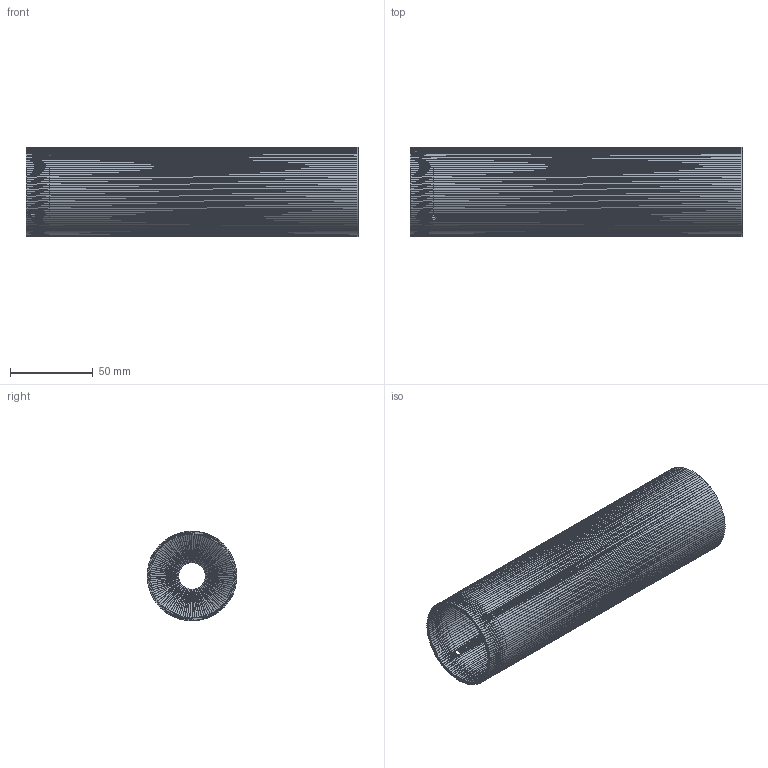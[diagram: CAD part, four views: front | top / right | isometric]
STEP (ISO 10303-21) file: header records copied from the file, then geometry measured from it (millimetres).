
FILE_DESCRIPTION((' Model'),'2;1');
FILE_NAME(' Shape Model','2024-05-03T17:46:08',(''),( ''),' ','','Unknown');
FILE_SCHEMA(('AUTOMOTIVE_DESIGN { 1 0 10303 214 1 1 1 1 }'));
Products named in the file (1):  STEP translator 7.5 1
Bounding box: 200 x 54 x 54 mm (x, y, z)
Surface area: 64085.1 mm2 (no closed solid volume)
Topology: 0 solids, 1 shells, 2328 faces, 3492 edges, 1156 vertices
Faces by surface type: plane 2328
Entity records: 87302 total; most frequent: CARTESIAN_POINT 17453, DIRECTION 11642, ORIENTED_EDGE 6984, LINE 6984, VECTOR 6984, PCURVE 6984, DEFINITIONAL_REPRESENTATION 6984, EDGE_CURVE 3492
